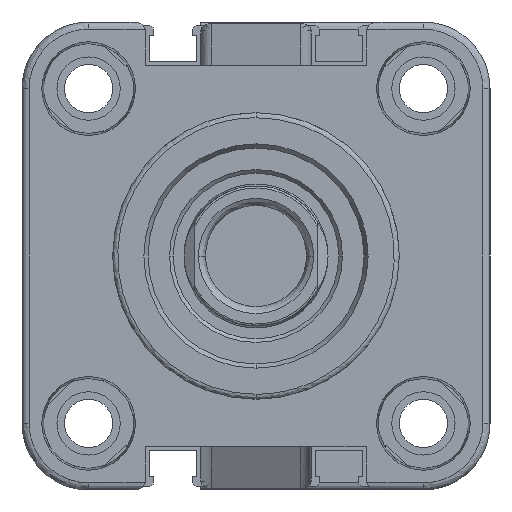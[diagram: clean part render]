
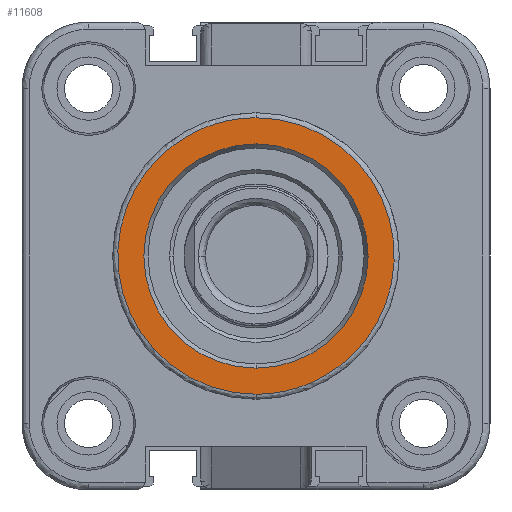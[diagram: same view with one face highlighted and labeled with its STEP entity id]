
A CAD part, front view. The second image highlights one B-rep face of the part: STEP entity #11608.
In plain terms, the highlighted face is planar.
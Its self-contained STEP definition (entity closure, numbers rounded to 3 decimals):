
#117 = CARTESIAN_POINT ( 'NONE',  ( 274.95, 214.438, 269.266 ) ) ;
#339 = AXIS2_PLACEMENT_3D ( 'NONE', #4944, #1689, #7152 ) ;
#497 = ORIENTED_EDGE ( 'NONE', *, *, #12363, .F. ) ;
#735 = AXIS2_PLACEMENT_3D ( 'NONE', #3980, #6303, #12665 ) ;
#1137 = ORIENTED_EDGE ( 'NONE', *, *, #13985, .F. ) ;
#1689 = DIRECTION ( 'NONE',  ( 1., 0., 0. ) ) ;
#1798 = CARTESIAN_POINT ( 'NONE',  ( 274.95, 214.438, 304.043 ) ) ;
#1961 = VERTEX_POINT ( 'NONE', #8074 ) ;
#2307 = VERTEX_POINT ( 'NONE', #6130 ) ;
#2469 = CARTESIAN_POINT ( 'NONE',  ( 274.95, 176.038, 307.666 ) ) ;
#2747 = CARTESIAN_POINT ( 'NONE',  ( 274.95, 214.438, 307.666 ) ) ;
#3491 = EDGE_LOOP ( 'NONE', ( #12883, #1137 ) ) ;
#3980 = CARTESIAN_POINT ( 'NONE',  ( 274.95, 214.438, 288.466 ) ) ;
#4012 = VERTEX_POINT ( 'NONE', #2747 ) ;
#4049 = EDGE_LOOP ( 'NONE', ( #6276, #497 ) ) ;
#4944 = CARTESIAN_POINT ( 'NONE',  ( 274.95, 214.438, 288.466 ) ) ;
#6130 = CARTESIAN_POINT ( 'NONE',  ( 274.95, 214.438, 269.266 ) ) ;
#6276 = ORIENTED_EDGE ( 'NONE', *, *, #14054, .F. ) ;
#6303 = DIRECTION ( 'NONE',  ( 1., 0., 0. ) ) ;
#6897 = CARTESIAN_POINT ( 'NONE',  ( 274.95, 214.438, 269.266 ) ) ;
#6953 = CARTESIAN_POINT ( 'NONE',  ( 274.95, 214.438, 307.666 ) ) ;
#7005 =( BOUNDED_CURVE ( )  B_SPLINE_CURVE ( 3, ( #10986, #9948, #8812, #6897 ),
 .UNSPECIFIED., .F., .F. ) 
 B_SPLINE_CURVE_WITH_KNOTS ( ( 4, 4 ),
 ( 0., 1. ),
 .UNSPECIFIED. ) 
 CURVE ( )  GEOMETRIC_REPRESENTATION_ITEM ( )  RATIONAL_B_SPLINE_CURVE ( ( 1., 0.333, 0.333, 1. ) ) 
 REPRESENTATION_ITEM ( '' )  );
#7152 = DIRECTION ( 'NONE',  ( 0., 0., -1. ) ) ;
#7435 = VERTEX_POINT ( 'NONE', #1798 ) ;
#7588 = FACE_OUTER_BOUND ( 'NONE', #3491, .T. ) ;
#7864 = PLANE ( 'NONE',  #9425 ) ;
#8074 = CARTESIAN_POINT ( 'NONE',  ( 274.95, 214.438, 272.889 ) ) ;
#8080 = FACE_BOUND ( 'NONE', #4049, .T. ) ;
#8238 =( BOUNDED_CURVE ( )  B_SPLINE_CURVE ( 3, ( #117, #10992, #2469, #6953 ),
 .UNSPECIFIED., .F., .F. ) 
 B_SPLINE_CURVE_WITH_KNOTS ( ( 4, 4 ),
 ( 0., 1. ),
 .UNSPECIFIED. ) 
 CURVE ( )  GEOMETRIC_REPRESENTATION_ITEM ( )  RATIONAL_B_SPLINE_CURVE ( ( 1., 0.333, 0.333, 1. ) ) 
 REPRESENTATION_ITEM ( '' )  );
#8812 = CARTESIAN_POINT ( 'NONE',  ( 274.95, 252.838, 269.266 ) ) ;
#9425 = AXIS2_PLACEMENT_3D ( 'NONE', #13382, #11182, #10090 ) ;
#9944 = CIRCLE ( 'NONE', #339, 15.577 ) ;
#9948 = CARTESIAN_POINT ( 'NONE',  ( 274.95, 252.838, 307.666 ) ) ;
#10090 = DIRECTION ( 'NONE',  ( 0., 0., 1. ) ) ;
#10986 = CARTESIAN_POINT ( 'NONE',  ( 274.95, 214.438, 307.666 ) ) ;
#10992 = CARTESIAN_POINT ( 'NONE',  ( 274.95, 176.038, 269.266 ) ) ;
#11182 = DIRECTION ( 'NONE',  ( -1., 0., 0. ) ) ;
#11516 = EDGE_CURVE ( 'NONE', #4012, #2307, #7005, .T. ) ;
#11608 = ADVANCED_FACE ( 'NONE', ( #8080, #7588 ), #7864, .F. ) ;
#12363 = EDGE_CURVE ( 'NONE', #7435, #1961, #9944, .T. ) ;
#12428 = CIRCLE ( 'NONE', #735, 15.577 ) ;
#12665 = DIRECTION ( 'NONE',  ( 0., 0., -1. ) ) ;
#12883 = ORIENTED_EDGE ( 'NONE', *, *, #11516, .F. ) ;
#13382 = CARTESIAN_POINT ( 'NONE',  ( 274.95, 234.338, 288.466 ) ) ;
#13985 = EDGE_CURVE ( 'NONE', #2307, #4012, #8238, .T. ) ;
#14054 = EDGE_CURVE ( 'NONE', #1961, #7435, #12428, .T. ) ;
